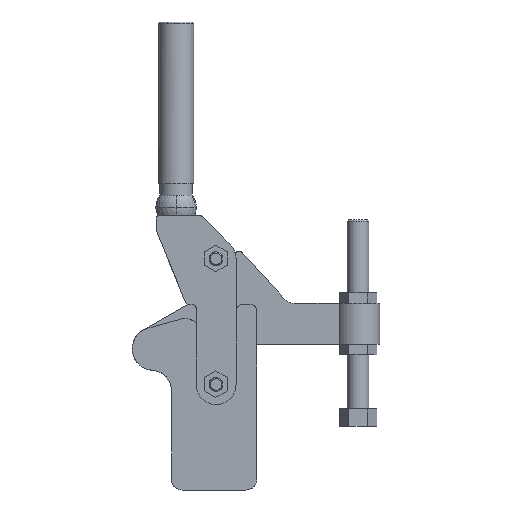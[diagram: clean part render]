
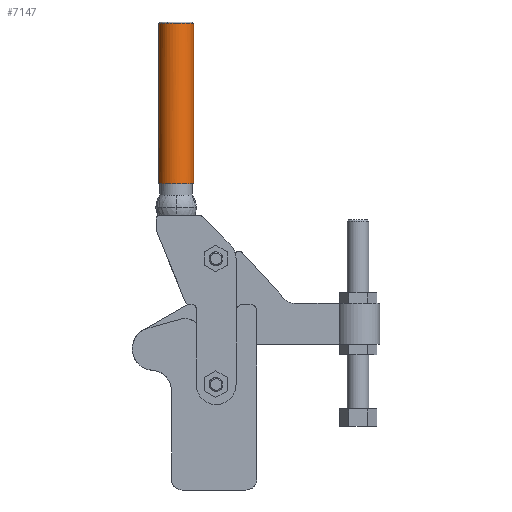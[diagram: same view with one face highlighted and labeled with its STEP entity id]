
A CAD part, front view. The second image highlights one B-rep face of the part: STEP entity #7147.
In plain terms, the highlighted cylindrical face has radius 13 mm (diameter 26 mm), a partial arc.
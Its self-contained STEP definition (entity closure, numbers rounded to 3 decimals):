
#7134=AXIS2_PLACEMENT_3D('Cylinder Axis2P3D',#7131,#7132,#7133) ;
#7138=AXIS2_PLACEMENT_3D('Circle Axis2P3D',#7136,#7137,$) ;
#7060=CARTESIAN_POINT('Vertex',(-72.62,21.,226.494)) ;
#7062=CARTESIAN_POINT('Vertex',(-46.62,21.,226.494)) ;
#7066=CARTESIAN_POINT('Control Point',(-46.62,21.,226.494)) ;
#7067=CARTESIAN_POINT('Control Point',(-46.62,19.764,226.494)) ;
#7068=CARTESIAN_POINT('Control Point',(-46.767,18.527,226.494)) ;
#7069=CARTESIAN_POINT('Control Point',(-47.061,17.314,226.494)) ;
#7070=CARTESIAN_POINT('Control Point',(-47.932,14.981,226.494)) ;
#7071=CARTESIAN_POINT('Control Point',(-49.326,12.917,226.494)) ;
#7072=CARTESIAN_POINT('Control Point',(-50.143,11.973,226.494)) ;
#7073=CARTESIAN_POINT('Control Point',(-51.985,10.298,226.494)) ;
#7074=CARTESIAN_POINT('Control Point',(-54.169,9.101,226.494)) ;
#7075=CARTESIAN_POINT('Control Point',(-55.327,8.635,226.494)) ;
#7076=CARTESIAN_POINT('Control Point',(-57.732,7.989,226.494)) ;
#7077=CARTESIAN_POINT('Control Point',(-60.222,7.925,226.494)) ;
#7078=CARTESIAN_POINT('Control Point',(-61.464,8.042,226.494)) ;
#7079=CARTESIAN_POINT('Control Point',(-63.898,8.568,226.494)) ;
#7080=CARTESIAN_POINT('Control Point',(-66.141,9.651,226.494)) ;
#7081=CARTESIAN_POINT('Control Point',(-67.192,10.324,226.494)) ;
#7082=CARTESIAN_POINT('Control Point',(-69.115,11.907,226.494)) ;
#7083=CARTESIAN_POINT('Control Point',(-70.613,13.896,226.494)) ;
#7084=CARTESIAN_POINT('Control Point',(-71.24,14.975,226.494)) ;
#7085=CARTESIAN_POINT('Control Point',(-72.031,16.812,226.494)) ;
#7086=CARTESIAN_POINT('Control Point',(-72.458,18.757,226.494)) ;
#7087=CARTESIAN_POINT('Control Point',(-72.566,19.501,226.494)) ;
#7088=CARTESIAN_POINT('Control Point',(-72.62,20.251,226.494)) ;
#7089=CARTESIAN_POINT('Control Point',(-72.62,21.,226.494)) ;
#7105=CARTESIAN_POINT('Line Origine',(-46.62,21.,309.25)) ;
#7109=CARTESIAN_POINT('Vertex',(-46.62,21.,345.25)) ;
#7112=CARTESIAN_POINT('Line Origine',(-72.62,21.,309.25)) ;
#7116=CARTESIAN_POINT('Vertex',(-72.62,21.,345.25)) ;
#7131=CARTESIAN_POINT('Axis2P3D Location',(-59.62,21.,309.25)) ;
#7136=CARTESIAN_POINT('Axis2P3D Location',(-59.62,21.,345.25)) ;
#7106=DIRECTION('Vector Direction',(0.,0.,1.)) ;
#7113=DIRECTION('Vector Direction',(0.,0.,1.)) ;
#7132=DIRECTION('Axis2P3D Direction',(0.,0.,1.)) ;
#7133=DIRECTION('Axis2P3D XDirection',(-1.,0.,0.)) ;
#7137=DIRECTION('Axis2P3D Direction',(0.,0.,1.)) ;
#7107=VECTOR('Line Direction',#7106,1.) ;
#7114=VECTOR('Line Direction',#7113,1.) ;
#7142=ORIENTED_EDGE('',*,*,#7111,.T.) ;
#7143=ORIENTED_EDGE('',*,*,#7140,.F.) ;
#7144=ORIENTED_EDGE('',*,*,#7118,.T.) ;
#7145=ORIENTED_EDGE('',*,*,#7090,.F.) ;
#7147=ADVANCED_FACE('MANIFOLD_SOLID_BREP #6784',(#7146),#7135,.T.) ;
#7065=B_SPLINE_CURVE_WITH_KNOTS('',5,(#7066,#7067,#7068,#7069,#7070,#7071,#7072,#7073,#7074,#7075,#7076,#7077,#7078,#7079,#7080,#7081,#7082,#7083,#7084,#7085,#7086,#7087,#7088,#7089),.UNSPECIFIED.,.F.,.U.,(6,3,3,3,3,3,3,6),(0.,8.743,17.486,26.229,34.972,43.715,52.457,57.757),.UNSPECIFIED.) ;
#7139=CIRCLE('generated circle',#7138,13.) ;
#7135=CYLINDRICAL_SURFACE('generated cylinder',#7134,13.) ;
#7090=EDGE_CURVE('',#7063,#7061,#7065,.T.) ;
#7111=EDGE_CURVE('',#7063,#7110,#7108,.T.) ;
#7118=EDGE_CURVE('',#7117,#7061,#7115,.F.) ;
#7140=EDGE_CURVE('',#7117,#7110,#7139,.T.) ;
#7141=EDGE_LOOP('',(#7142,#7143,#7144,#7145)) ;
#7146=FACE_OUTER_BOUND('',#7141,.T.) ;
#7108=LINE('Line',#7105,#7107) ;
#7115=LINE('Line',#7112,#7114) ;
#7061=VERTEX_POINT('',#7060) ;
#7063=VERTEX_POINT('',#7062) ;
#7110=VERTEX_POINT('',#7109) ;
#7117=VERTEX_POINT('',#7116) ;
